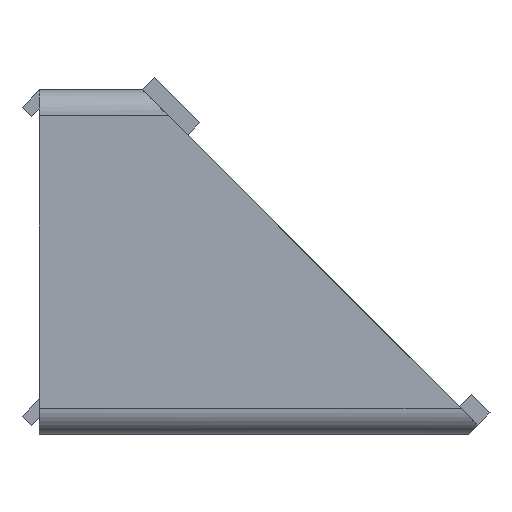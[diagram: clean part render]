
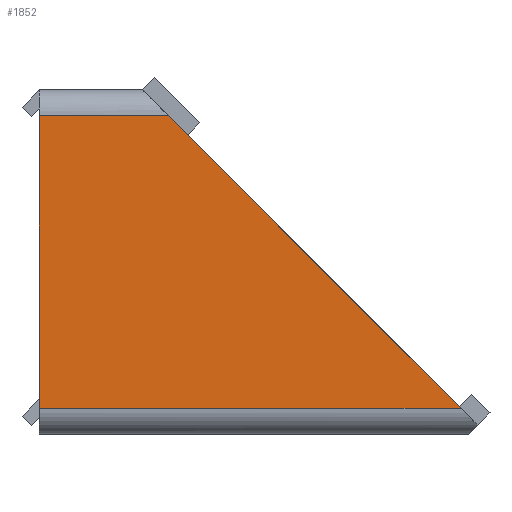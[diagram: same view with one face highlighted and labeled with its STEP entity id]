
A CAD part, left-side view. The second image highlights one B-rep face of the part: STEP entity #1852.
In plain terms, the highlighted planar face has unit normal (-1, 0, 0).
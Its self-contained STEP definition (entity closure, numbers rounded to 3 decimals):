
#249 = AXIS2_PLACEMENT_3D ( 'NONE', #2333, #2120, #1590 ) ;
#443 = LINE ( 'NONE', #560, #3226 ) ;
#551 = LINE ( 'NONE', #1629, #2740 ) ;
#560 = CARTESIAN_POINT ( 'NONE',  ( -20., 0., -19.994 ) ) ;
#631 = VECTOR ( 'NONE', #1421, 1000. ) ;
#655 = VERTEX_POINT ( 'NONE', #1120 ) ;
#677 = EDGE_LOOP ( 'NONE', ( #2315, #1835, #1142, #1555 ) ) ;
#876 = VECTOR ( 'NONE', #1468, 1000. ) ;
#936 = CARTESIAN_POINT ( 'NONE',  ( -20., -12.007, 17. ) ) ;
#1071 = LINE ( 'NONE', #2186, #631 ) ;
#1105 = DIRECTION ( 'NONE',  ( 0., 1., 0. ) ) ;
#1120 = CARTESIAN_POINT ( 'NONE',  ( -20., -49.001, -16.994 ) ) ;
#1142 = ORIENTED_EDGE ( 'NONE', *, *, #2974, .F. ) ;
#1213 = VERTEX_POINT ( 'NONE', #2838 ) ;
#1405 = LINE ( 'NONE', #936, #876 ) ;
#1421 = DIRECTION ( 'NONE',  ( 0., -0.707, -0.707 ) ) ;
#1468 = DIRECTION ( 'NONE',  ( 0., -1., 0. ) ) ;
#1555 = ORIENTED_EDGE ( 'NONE', *, *, #2528, .F. ) ;
#1590 = DIRECTION ( 'NONE',  ( 0., 0., -1. ) ) ;
#1629 = CARTESIAN_POINT ( 'NONE',  ( -20., -49.88, -16.994 ) ) ;
#1762 = CARTESIAN_POINT ( 'NONE',  ( -20., 0., 17. ) ) ;
#1832 = DIRECTION ( 'NONE',  ( 0., 0., -1. ) ) ;
#1835 = ORIENTED_EDGE ( 'NONE', *, *, #1838, .T. ) ;
#1838 = EDGE_CURVE ( 'NONE', #2748, #2160, #443, .T. ) ;
#1852 = ADVANCED_FACE ( 'NONE', ( #3043 ), #2628, .F. ) ;
#2120 = DIRECTION ( 'NONE',  ( 1., 0., 0. ) ) ;
#2160 = VERTEX_POINT ( 'NONE', #3249 ) ;
#2186 = CARTESIAN_POINT ( 'NONE',  ( -20., -15.007, 17. ) ) ;
#2315 = ORIENTED_EDGE ( 'NONE', *, *, #3136, .F. ) ;
#2333 = CARTESIAN_POINT ( 'NONE',  ( -20., -12.007, 20. ) ) ;
#2528 = EDGE_CURVE ( 'NONE', #1213, #655, #1071, .T. ) ;
#2628 = PLANE ( 'NONE',  #249 ) ;
#2740 = VECTOR ( 'NONE', #1105, 1000. ) ;
#2748 = VERTEX_POINT ( 'NONE', #1762 ) ;
#2838 = CARTESIAN_POINT ( 'NONE',  ( -20., -15.007, 17. ) ) ;
#2974 = EDGE_CURVE ( 'NONE', #655, #2160, #551, .T. ) ;
#3043 = FACE_OUTER_BOUND ( 'NONE', #677, .T. ) ;
#3136 = EDGE_CURVE ( 'NONE', #2748, #1213, #1405, .T. ) ;
#3226 = VECTOR ( 'NONE', #1832, 1000. ) ;
#3249 = CARTESIAN_POINT ( 'NONE',  ( -20., 0., -16.994 ) ) ;
